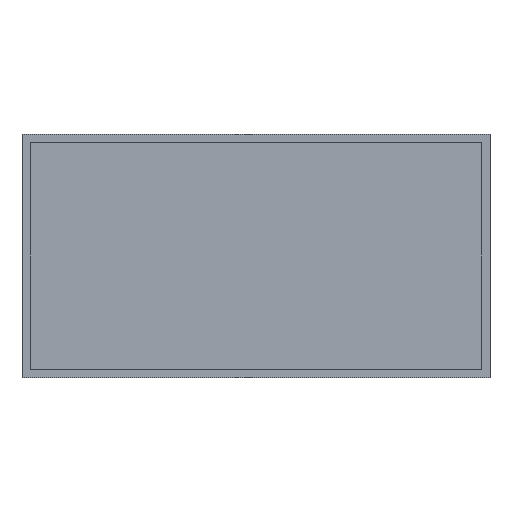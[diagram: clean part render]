
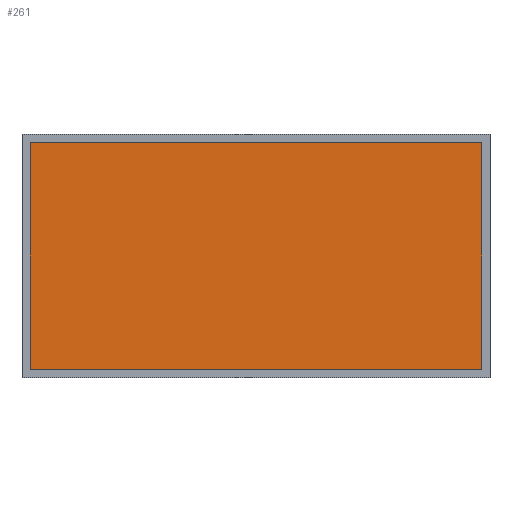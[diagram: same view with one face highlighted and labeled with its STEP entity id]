
A CAD part, front view. The second image highlights one B-rep face of the part: STEP entity #261.
In plain terms, the highlighted planar face has unit normal (0, -1, 0).
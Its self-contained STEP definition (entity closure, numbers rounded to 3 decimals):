
#76=ORIENTED_EDGE('',*,*,#109,.T.);
#77=ORIENTED_EDGE('',*,*,#112,.T.);
#78=ORIENTED_EDGE('',*,*,#114,.T.);
#79=ORIENTED_EDGE('',*,*,#115,.T.);
#109=EDGE_CURVE('',#135,#134,#159,.T.);
#112=EDGE_CURVE('',#134,#136,#162,.T.);
#114=EDGE_CURVE('',#136,#137,#164,.T.);
#115=EDGE_CURVE('',#137,#135,#165,.T.);
#134=VERTEX_POINT('',#417);
#135=VERTEX_POINT('',#419);
#136=VERTEX_POINT('',#423);
#137=VERTEX_POINT('',#427);
#159=LINE('',#418,#183);
#162=LINE('',#424,#186);
#164=LINE('',#428,#188);
#165=LINE('',#430,#189);
#183=VECTOR('',#341,1000.);
#186=VECTOR('',#346,1000.);
#188=VECTOR('',#350,1000.);
#189=VECTOR('',#353,1000.);
#203=EDGE_LOOP('',(#76,#77,#78,#79));
#227=FACE_BOUND('',#203,.T.);
#248=PLANE('',#293);
#261=ADVANCED_FACE('',(#227),#248,.T.);
#293=AXIS2_PLACEMENT_3D('',#431,#354,#355);
#341=DIRECTION('',(0.,0.,1.));
#346=DIRECTION('',(-1.,0.,0.));
#350=DIRECTION('',(0.,0.,-1.));
#353=DIRECTION('',(1.,0.,0.));
#354=DIRECTION('',(0.,-1.,0.));
#355=DIRECTION('',(0.,0.,-1.));
#417=CARTESIAN_POINT('',(301.,1.,151.));
#418=CARTESIAN_POINT('',(301.,1.,-151.));
#419=CARTESIAN_POINT('',(301.,1.,-151.));
#423=CARTESIAN_POINT('',(-301.,1.,151.));
#424=CARTESIAN_POINT('',(301.,1.,151.));
#427=CARTESIAN_POINT('',(-301.,1.,-151.));
#428=CARTESIAN_POINT('',(-301.,1.,151.));
#430=CARTESIAN_POINT('',(-301.,1.,-151.));
#431=CARTESIAN_POINT('',(0.,1.,0.));
